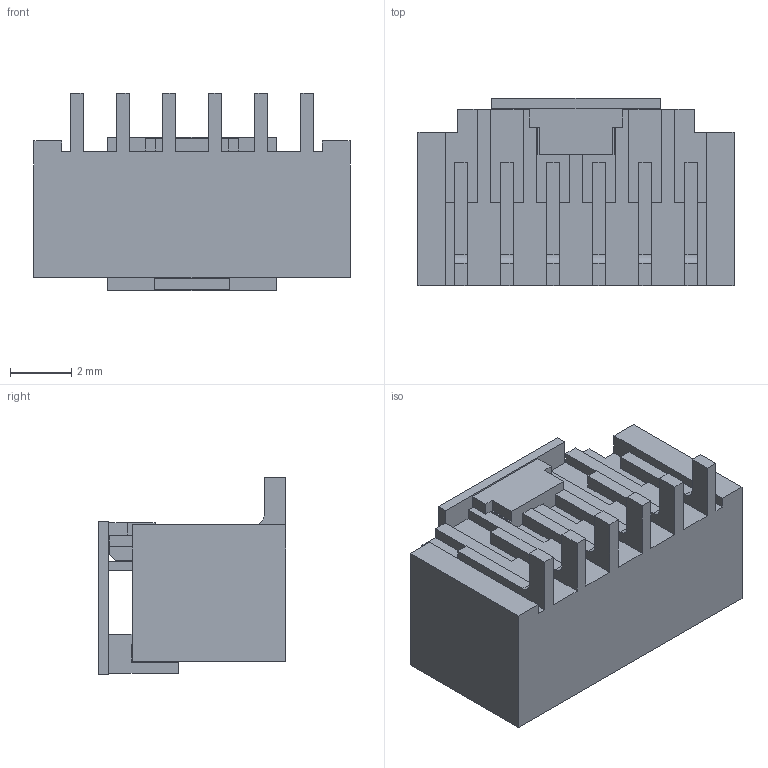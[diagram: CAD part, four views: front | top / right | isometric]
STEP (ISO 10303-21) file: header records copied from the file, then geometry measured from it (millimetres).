
FILE_DESCRIPTION((''),'2;1');
FILE_NAME('874370673','2018-07-10T',('akumar19'),(''),'PRO/ENGINEER BY PARAMETRIC TECHNOLOGY CORPORATION, 2012310','PRO/ENGINEER BY PARAMETRIC TECHNOLOGY CORPORATION, 2012310','');
FILE_SCHEMA(('CONFIG_CONTROL_DESIGN'));
Length unit declared in the file: millimetre
Products named in the file (1): 874370673
Bounding box: 10.3 x 6.1 x 6.43 mm (x, y, z)
Volume: 148 mm3; surface area: 531.3 mm2
Topology: 2 solids, 2 shells, 199 faces, 594 edges, 408 vertices
Faces by surface type: plane 193, cylinder 6
Entity records: 6521 total; most frequent: CARTESIAN_POINT 1154, ORIENTED_EDGE 1092, DIRECTION 1006, VECTOR 582, LINE 582, EDGE_CURVE 546, VERTEX_POINT 360, AXIS2_PLACEMENT_3D 212
